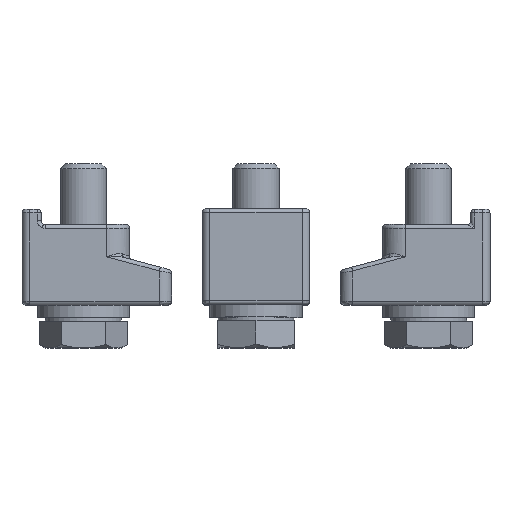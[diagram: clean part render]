
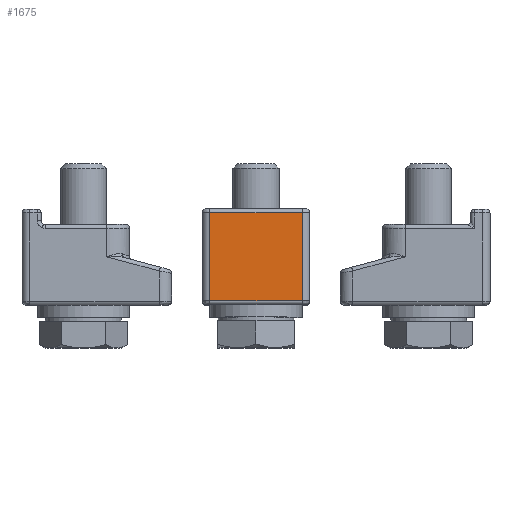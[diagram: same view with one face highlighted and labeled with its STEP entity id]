
A CAD part, top view. The second image highlights one B-rep face of the part: STEP entity #1675.
In plain terms, the highlighted planar face has unit normal (0, 0, 1).
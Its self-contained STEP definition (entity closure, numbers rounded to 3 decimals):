
#89 = VECTOR ( 'NONE', #2543, 1000. ) ;
#1185 = VERTEX_POINT ( 'NONE', #3815 ) ;
#1243 = DIRECTION ( 'NONE',  ( 1., 0., 0. ) ) ;
#1331 = ORIENTED_EDGE ( 'NONE', *, *, #9125, .F. ) ;
#1444 = VECTOR ( 'NONE', #4095, 1000. ) ;
#1675 = ADVANCED_FACE ( 'NONE', ( #5622 ), #10968, .T. ) ;
#1769 = DIRECTION ( 'NONE',  ( 0., 1., 0. ) ) ;
#1880 = AXIS2_PLACEMENT_3D ( 'NONE', #12060, #11012, #1243 ) ;
#2369 = EDGE_LOOP ( 'NONE', ( #7178, #8232, #2491, #1331 ) ) ;
#2491 = ORIENTED_EDGE ( 'NONE', *, *, #6786, .T. ) ;
#2543 = DIRECTION ( 'NONE',  ( -1., 0., 0. ) ) ;
#3540 = LINE ( 'NONE', #3810, #4299 ) ;
#3810 = CARTESIAN_POINT ( 'NONE',  ( 0., -12., 30.5 ) ) ;
#3815 = CARTESIAN_POINT ( 'NONE',  ( 6., -0.5, 30.5 ) ) ;
#4095 = DIRECTION ( 'NONE',  ( 0., -1., 0. ) ) ;
#4299 = VECTOR ( 'NONE', #4798, 1000. ) ;
#4498 = EDGE_CURVE ( 'NONE', #1185, #12569, #9947, .T. ) ;
#4798 = DIRECTION ( 'NONE',  ( 1., 0., 0. ) ) ;
#5622 = FACE_OUTER_BOUND ( 'NONE', #2369, .T. ) ;
#5782 = CARTESIAN_POINT ( 'NONE',  ( -6., -3.616, 30.5 ) ) ;
#5964 = VERTEX_POINT ( 'NONE', #7091 ) ;
#6064 = CARTESIAN_POINT ( 'NONE',  ( 6., -3.616, 30.5 ) ) ;
#6653 = LINE ( 'NONE', #6064, #1444 ) ;
#6786 = EDGE_CURVE ( 'NONE', #8490, #5964, #3540, .T. ) ;
#7091 = CARTESIAN_POINT ( 'NONE',  ( 6., -12., 30.5 ) ) ;
#7178 = ORIENTED_EDGE ( 'NONE', *, *, #4498, .T. ) ;
#7375 = LINE ( 'NONE', #5782, #9345 ) ;
#8232 = ORIENTED_EDGE ( 'NONE', *, *, #12095, .F. ) ;
#8490 = VERTEX_POINT ( 'NONE', #11762 ) ;
#9125 = EDGE_CURVE ( 'NONE', #1185, #5964, #6653, .T. ) ;
#9345 = VECTOR ( 'NONE', #1769, 1000. ) ;
#9947 = LINE ( 'NONE', #10312, #89 ) ;
#10147 = CARTESIAN_POINT ( 'NONE',  ( -6., -0.5, 30.5 ) ) ;
#10312 = CARTESIAN_POINT ( 'NONE',  ( 0., -0.5, 30.5 ) ) ;
#10968 = PLANE ( 'NONE',  #1880 ) ;
#11012 = DIRECTION ( 'NONE',  ( 0., 0., 1. ) ) ;
#11762 = CARTESIAN_POINT ( 'NONE',  ( -6., -12., 30.5 ) ) ;
#12060 = CARTESIAN_POINT ( 'NONE',  ( 0., 0., 30.5 ) ) ;
#12095 = EDGE_CURVE ( 'NONE', #8490, #12569, #7375, .T. ) ;
#12569 = VERTEX_POINT ( 'NONE', #10147 ) ;
